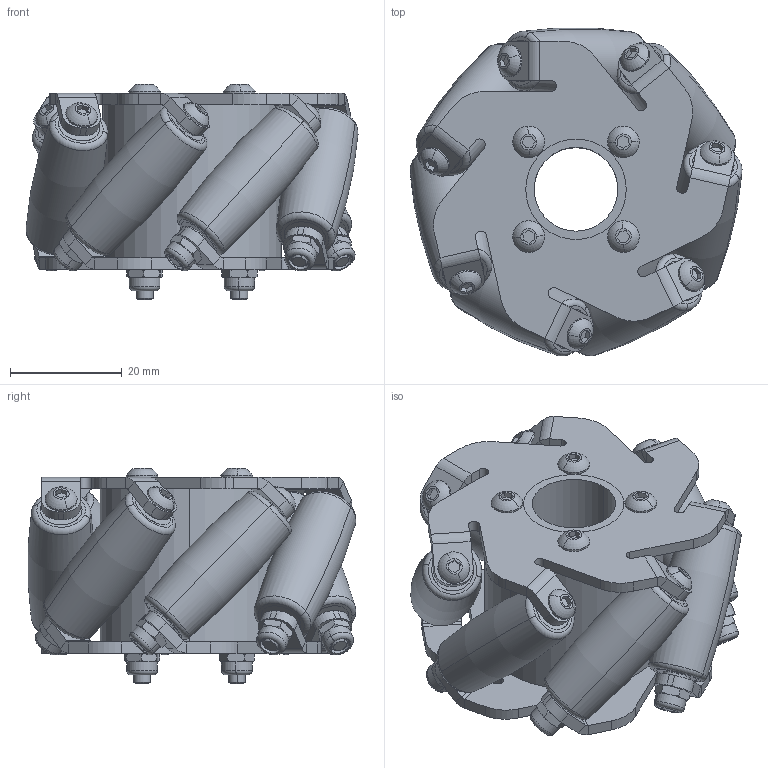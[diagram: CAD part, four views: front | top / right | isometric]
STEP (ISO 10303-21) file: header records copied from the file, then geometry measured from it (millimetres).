
FILE_DESCRIPTION (( 'STEP AP203' ), '1' );
FILE_NAME ('Mecanum wheel.STEP', '2021-09-28T15:29:45', ( '' ), ( '' ), 'SwSTEP 2.0', 'SolidWorks 2020', '' );
FILE_SCHEMA (( 'CONFIG_CONTROL_DESIGN' ));
Length unit declared in the file: millimetre
Products named in the file (7): Frame; Roller; Bolt; torque nut 08_iso_ISO 10511-M3-N; Shaft; Mecanum wheel; Roller Bracket
Assembly tree (46 placements, depth 2):
  Mecanum wheel
    Shaft
    Frame  x2
    Roller  x7
    Roller Bracket  x14
    Bolt  x11
    torque nut 08_iso_ISO 10511-M3-N  x11
Bounding box: 59.51 x 58.77 x 38.65 mm (x, y, z)
Volume: 46864.3 mm3; surface area: 34088.1 mm2
Topology: 46 solids, 46 shells, 1109 faces, 2458 edges, 1504 vertices
Faces by surface type: plane 427, cylinder 420, cone 176, torus 86
Entity records: 9158 total; most frequent: DIRECTION 1395, CARTESIAN_POINT 1331, ORIENTED_EDGE 1158, EDGE_CURVE 579, AXIS2_PLACEMENT_3D 550, VERTEX_POINT 358, LINE 295, VECTOR 295
